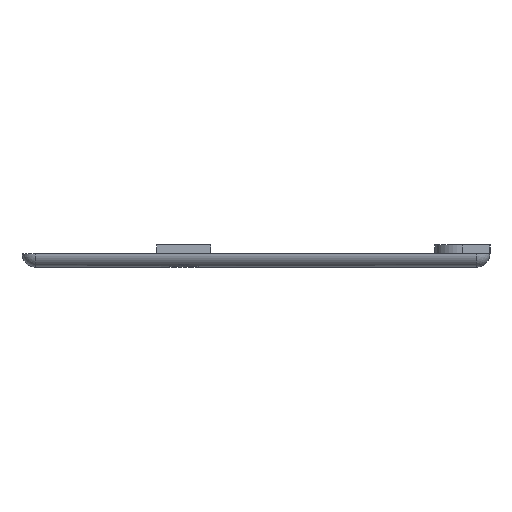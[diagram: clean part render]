
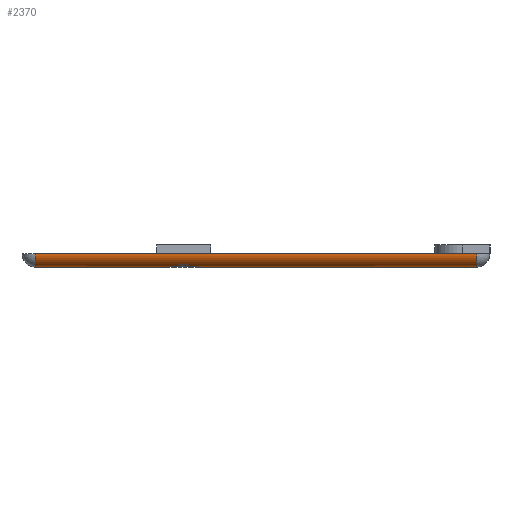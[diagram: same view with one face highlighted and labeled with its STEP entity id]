
A CAD part, left-side view. The second image highlights one B-rep face of the part: STEP entity #2370.
In plain terms, the highlighted cylindrical face has radius 2.4 mm (diameter 4.8 mm), a partial arc.
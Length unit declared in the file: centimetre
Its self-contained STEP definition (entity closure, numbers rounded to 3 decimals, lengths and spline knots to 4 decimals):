
#73=LINE($,#3693,#289);
#74=LINE($,#3697,#290);
#92=LINE($,#3835,#308);
#93=LINE($,#3837,#309);
#94=LINE($,#3839,#310);
#289=VECTOR($,#2902,4.966);
#290=VECTOR($,#2905,2.366);
#308=VECTOR($,#3043,4.78);
#309=VECTOR($,#3044,0.98);
#310=VECTOR($,#3045,2.18);
#471=B_SPLINE_CURVE_WITH_KNOTS($,3,(#3810,#3811,#3812,#3813,#3814,#3815,
#3816,#3817,#3818,#3819,#3820,#3821,#3822,#3823,#3824,#3825,#3826,#3827,
#3828,#3829,#3830,#3831),.UNSPECIFIED.,.F.,.F.,(4,2,2,2,2,2,2,2,2,2,4),
(-0.0011,0.,0.1293,0.218,0.2844,
0.3241,0.3638,0.4302,0.5189,
0.6482,0.6493),.UNSPECIFIED.);
#678=FACE_OUTER_BOUND($,#862,.T.);
#862=EDGE_LOOP($,(#1807,#1808,#1809,#1810,#1811,#1812,#1813,#1814));
#1059=CIRCLE($,#2600,0.24);
#1060=CIRCLE($,#2601,0.24);
#1126=VERTEX_POINT($,#3586);
#1166=VERTEX_POINT($,#3692);
#1167=VERTEX_POINT($,#3694);
#1168=VERTEX_POINT($,#3696);
#1205=VERTEX_POINT($,#3832);
#1206=VERTEX_POINT($,#3834);
#1207=VERTEX_POINT($,#3836);
#1208=VERTEX_POINT($,#3838);
#1380=EDGE_CURVE($,#1166,#1126,#73,.T.);
#1382=EDGE_CURVE($,#1168,#1167,#74,.T.);
#1432=EDGE_CURVE($,#1166,#1167,#471,.T.);
#1433=EDGE_CURVE($,#1126,#1205,#1059,.T.);
#1434=EDGE_CURVE($,#1205,#1206,#92,.T.);
#1435=EDGE_CURVE($,#1206,#1207,#93,.T.);
#1436=EDGE_CURVE($,#1207,#1208,#94,.T.);
#1437=EDGE_CURVE($,#1208,#1168,#1060,.T.);
#1807=ORIENTED_EDGE($,*,*,#1432,.F.);
#1808=ORIENTED_EDGE($,*,*,#1380,.T.);
#1809=ORIENTED_EDGE($,*,*,#1433,.T.);
#1810=ORIENTED_EDGE($,*,*,#1434,.T.);
#1811=ORIENTED_EDGE($,*,*,#1435,.T.);
#1812=ORIENTED_EDGE($,*,*,#1436,.T.);
#1813=ORIENTED_EDGE($,*,*,#1437,.T.);
#1814=ORIENTED_EDGE($,*,*,#1382,.T.);
#2299=CYLINDRICAL_SURFACE($,#2599,0.24);
#2370=ADVANCED_FACE($,(#678),#2299,.T.);
#2599=AXIS2_PLACEMENT_3D($,#3809,#3039,#3040);
#2600=AXIS2_PLACEMENT_3D($,#3833,#3041,#3042);
#2601=AXIS2_PLACEMENT_3D($,#3840,#3046,#3047);
#2902=DIRECTION($,(0.,-1.,0.));
#2905=DIRECTION($,(0.,-1.,0.));
#3039=DIRECTION('center_axis',(0.,1.,0.));
#3040=DIRECTION('ref_axis',(-0.707,0.,-0.707));
#3041=DIRECTION('center_axis',(0.,1.,0.));
#3042=DIRECTION('ref_axis',(0.,0.,-1.));
#3043=DIRECTION($,(0.,1.,0.));
#3044=DIRECTION($,(0.,1.,0.));
#3045=DIRECTION($,(0.,1.,0.));
#3046=DIRECTION('center_axis',(0.,-1.,0.));
#3047=DIRECTION('ref_axis',(-1.,0.,0.));
#3586=CARTESIAN_POINT('',(29.2775,86.07,-2.675));
#3692=CARTESIAN_POINT('',(29.2775,91.036,-2.675));
#3693=CARTESIAN_POINT($,(29.2775,93.8,-2.675));
#3694=CARTESIAN_POINT('',(29.2775,91.644,-2.675));
#3696=CARTESIAN_POINT('',(29.2775,94.01,-2.675));
#3697=CARTESIAN_POINT($,(29.2775,93.8,-2.675));
#3809=CARTESIAN_POINT('Origin',(29.2775,93.8,-2.435));
#3810=CARTESIAN_POINT('Ctrl Pts',(29.2775,91.036,-2.675));
#3811=CARTESIAN_POINT('Ctrl Pts',(29.2773,91.0363,-2.675));
#3812=CARTESIAN_POINT('Ctrl Pts',(29.2771,91.0366,-2.675));
#3813=CARTESIAN_POINT('Ctrl Pts',(29.2518,91.072,-2.6749));
#3814=CARTESIAN_POINT('Ctrl Pts',(29.2304,91.1105,-2.671));
#3815=CARTESIAN_POINT('Ctrl Pts',(29.2025,91.1774,-2.6633));
#3816=CARTESIAN_POINT('Ctrl Pts',(29.1931,91.2057,-2.6598));
#3817=CARTESIAN_POINT('Ctrl Pts',(29.1813,91.2561,-2.655));
#3818=CARTESIAN_POINT('Ctrl Pts',(29.1777,91.278,-2.6533));
#3819=CARTESIAN_POINT('Ctrl Pts',(29.1745,91.3134,-2.6518));
#3820=CARTESIAN_POINT('Ctrl Pts',(29.1739,91.3267,-2.6515));
#3821=CARTESIAN_POINT('Ctrl Pts',(29.1739,91.3533,-2.6515));
#3822=CARTESIAN_POINT('Ctrl Pts',(29.1745,91.3666,-2.6518));
#3823=CARTESIAN_POINT('Ctrl Pts',(29.1777,91.402,-2.6533));
#3824=CARTESIAN_POINT('Ctrl Pts',(29.1813,91.4239,-2.655));
#3825=CARTESIAN_POINT('Ctrl Pts',(29.1931,91.4743,-2.6598));
#3826=CARTESIAN_POINT('Ctrl Pts',(29.2025,91.5026,-2.6633));
#3827=CARTESIAN_POINT('Ctrl Pts',(29.2304,91.5695,-2.671));
#3828=CARTESIAN_POINT('Ctrl Pts',(29.2518,91.608,-2.6749));
#3829=CARTESIAN_POINT('Ctrl Pts',(29.2771,91.6434,-2.675));
#3830=CARTESIAN_POINT('Ctrl Pts',(29.2773,91.6437,-2.675));
#3831=CARTESIAN_POINT('Ctrl Pts',(29.2775,91.644,-2.675));
#3832=CARTESIAN_POINT('',(29.0375,86.07,-2.435));
#3833=CARTESIAN_POINT('Origin',(29.2775,86.07,-2.435));
#3834=CARTESIAN_POINT('',(29.0375,90.85,-2.435));
#3835=CARTESIAN_POINT($,(29.0375,93.8,-2.435));
#3836=CARTESIAN_POINT('',(29.0375,91.83,-2.435));
#3837=CARTESIAN_POINT($,(29.0375,93.8,-2.435));
#3838=CARTESIAN_POINT('',(29.0375,94.01,-2.435));
#3839=CARTESIAN_POINT($,(29.0375,93.8,-2.435));
#3840=CARTESIAN_POINT('Origin',(29.2775,94.01,-2.435));
